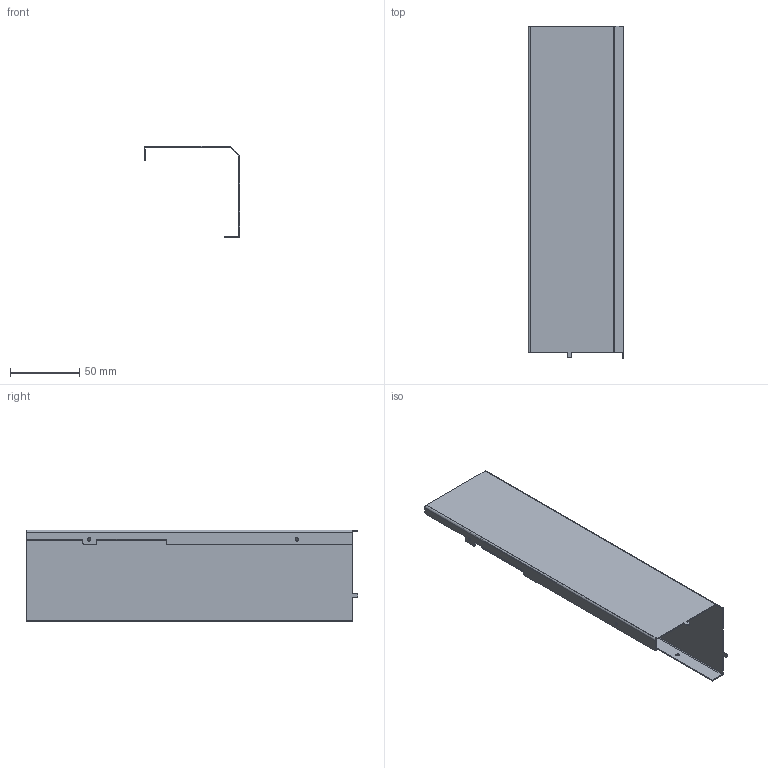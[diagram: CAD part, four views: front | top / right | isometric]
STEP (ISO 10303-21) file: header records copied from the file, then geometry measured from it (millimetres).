
FILE_DESCRIPTION(/* description */ (''),/* implementation_level */ '2;1');
FILE_NAME(/* name */ '1db499d7-2fd7-4b10-a655-9ec484bec2ba.stp',/* time_stamp */ '2018-01-30T10:22:16+00:00',/* author */ (''),/* organization */ (''),/* preprocessor_version */ 'ST-DEVELOPER v16.13',/* originating_system */ 'Autodesk Translation Framework v6.5.0.72',/* authorisation */ '');
FILE_SCHEMA (('AUTOMOTIVE_DESIGN { 1 0 10303 214 3 1 1 }'));
Length unit declared in the file: millimetre
Products named in the file (2): MotorShield Left; MotorShield Left_1
Assembly tree (1 placements, depth 2):
  MotorShield Left
    MotorShield Left_1
Bounding box: 69 x 239 x 66 mm (x, y, z)
Volume: 27633 mm3; surface area: 70078.1 mm2
Topology: 1 solids, 1 shells, 49 faces, 145 edges, 98 vertices
Faces by surface type: plane 28, cylinder 21
Full cylindrical faces by diameter (mm): 2.5 x4
Entity records: 1800 total; most frequent: CARTESIAN_POINT 310, ORIENTED_EDGE 302, DIRECTION 299, EDGE_CURVE 151, LINE 109, VECTOR 109, VERTEX_POINT 106, AXIS2_PLACEMENT_3D 95
